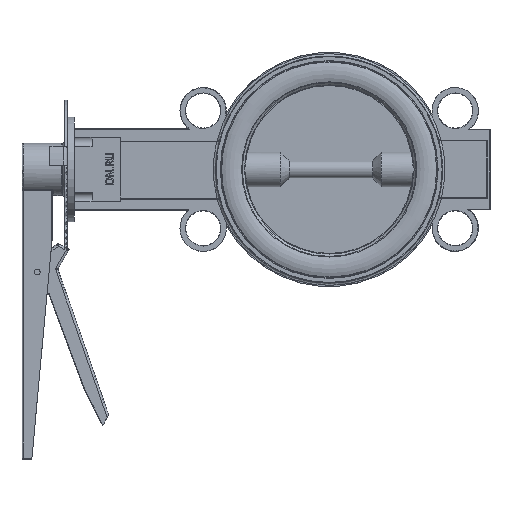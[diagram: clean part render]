
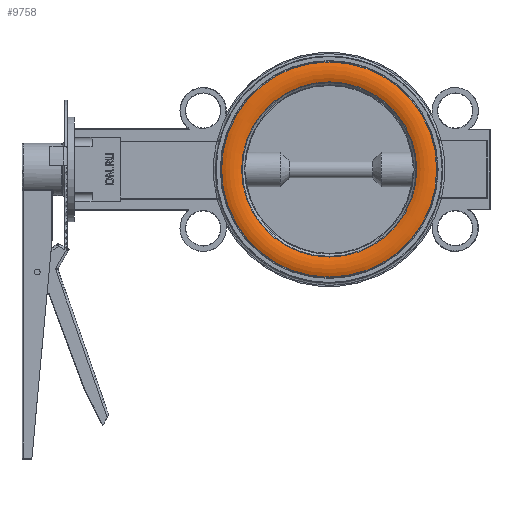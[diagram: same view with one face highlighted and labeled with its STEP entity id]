
A CAD part, left-side view. The second image highlights one B-rep face of the part: STEP entity #9758.
In plain terms, the highlighted toroidal (fillet/blend) face has major radius 84.303 mm and minor radius 20.444 mm.
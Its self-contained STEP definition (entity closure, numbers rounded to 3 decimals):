
#162=TOROIDAL_SURFACE('',#10654,84.303,20.444);
#864=FACE_OUTER_BOUND('',#1418,.T.);
#1418=EDGE_LOOP('',(#7345,#7346,#7347,#7348));
#1915=CIRCLE('',#10643,92.813);
#1918=CIRCLE('',#10648,75.573);
#1920=CIRCLE('',#10655,20.444);
#4133=VERTEX_POINT('',#16651);
#4135=VERTEX_POINT('',#16660);
#5265=EDGE_CURVE('',#4133,#4133,#1915,.T.);
#5269=EDGE_CURVE('',#4135,#4135,#1918,.T.);
#5273=EDGE_CURVE('',#4133,#4135,#1920,.T.);
#7345=ORIENTED_EDGE('',*,*,#5265,.F.);
#7346=ORIENTED_EDGE('',*,*,#5273,.T.);
#7347=ORIENTED_EDGE('',*,*,#5269,.F.);
#7348=ORIENTED_EDGE('',*,*,#5273,.F.);
#9758=ADVANCED_FACE('',(#864),#162,.T.);
#10643=AXIS2_PLACEMENT_3D('',#16653,#12360,#12361);
#10648=AXIS2_PLACEMENT_3D('',#16661,#12371,#12372);
#10654=AXIS2_PLACEMENT_3D('',#16693,#12383,#12384);
#10655=AXIS2_PLACEMENT_3D('',#16694,#12385,#12386);
#12360=DIRECTION('center_axis',(0.,0.,1.));
#12361=DIRECTION('ref_axis',(0.,1.,0.));
#12371=DIRECTION('center_axis',(0.,0.,-1.));
#12372=DIRECTION('ref_axis',(0.,1.,0.));
#12383=DIRECTION('center_axis',(0.,0.,1.));
#12384=DIRECTION('ref_axis',(1.,0.,0.));
#12385=DIRECTION('center_axis',(0.,-1.,0.));
#12386=DIRECTION('ref_axis',(-1.,0.,0.));
#16651=CARTESIAN_POINT('',(-92.813,51.476,-70.153));
#16653=CARTESIAN_POINT('Origin',(0.,51.476,-70.153));
#16660=CARTESIAN_POINT('',(-75.573,51.476,-70.05));
#16661=CARTESIAN_POINT('Origin',(0.,51.476,-70.05));
#16693=CARTESIAN_POINT('Origin',(0.,51.476,-51.564));
#16694=CARTESIAN_POINT('Origin',(-84.303,51.476,-51.564));
